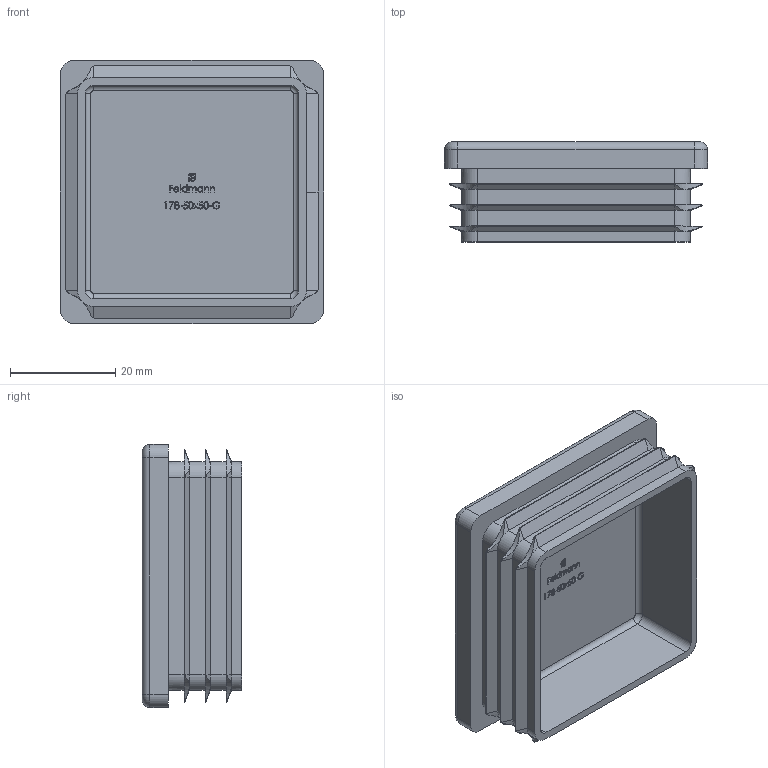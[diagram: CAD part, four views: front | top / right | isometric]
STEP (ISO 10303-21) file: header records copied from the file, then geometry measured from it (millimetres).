
FILE_DESCRIPTION (( 'STEP AP203' ), '1' );
FILE_NAME ('178-50X50-G.step', '2021-11-24T14:50:52', ( '' ), ( '' ), 'SwSTEP 2.0', 'SolidWorks 2018', '' );
FILE_SCHEMA (( 'CONFIG_CONTROL_DESIGN' ));
Length unit declared in the file: millimetre
Products named in the file (2): 178-50X50-G
Bounding box: 50 x 19 x 50 mm (x, y, z)
Volume: 16439.2 mm3; surface area: 12154.1 mm2
Topology: 1 solids, 1 shells, 474 faces, 1259 edges, 816 vertices
Faces by surface type: plane 231, bspline 128, cylinder 83, cone 24, torus 8
Entity records: 21549 total; most frequent: CARTESIAN_POINT 10631, ORIENTED_EDGE 2518, DIRECTION 1750, EDGE_CURVE 1259, VERTEX_POINT 816, LINE 712, VECTOR 712, AXIS2_PLACEMENT_3D 519
